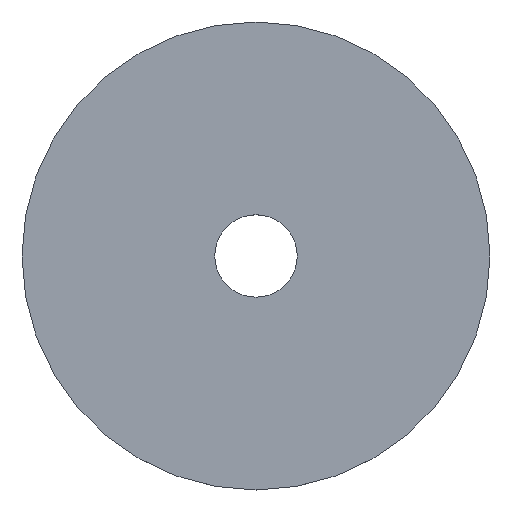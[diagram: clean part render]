
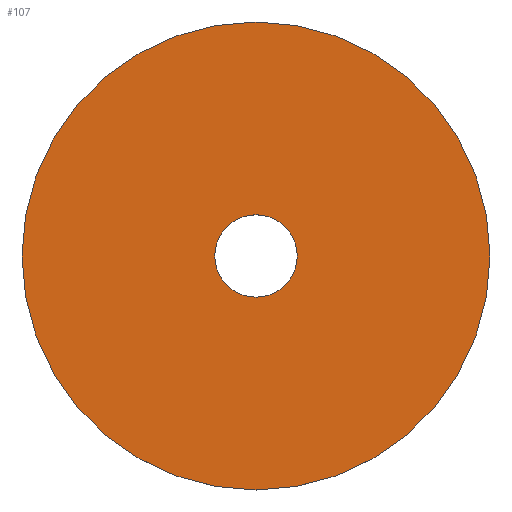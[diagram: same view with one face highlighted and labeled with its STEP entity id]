
A CAD part, top view. The second image highlights one B-rep face of the part: STEP entity #107.
In plain terms, the highlighted planar face has unit normal (0, 0, 1).
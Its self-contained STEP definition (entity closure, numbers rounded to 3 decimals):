
#11 = DIRECTION ( 'NONE',  ( 0., -1., 0. ) ) ;
#13 = CIRCLE ( 'NONE', #78, 62.5 ) ;
#29 = DIRECTION ( 'NONE',  ( 0., 1., 0. ) ) ;
#36 = DIRECTION ( 'NONE',  ( 0., 0., 1. ) ) ;
#40 = PLANE ( 'NONE',  #79 ) ;
#41 = CARTESIAN_POINT ( 'NONE',  ( 0., 0., 1.5 ) ) ;
#46 = EDGE_CURVE ( 'NONE', #112, #112, #13, .T. ) ;
#50 = VERTEX_POINT ( 'NONE', #88 ) ;
#52 = ORIENTED_EDGE ( 'NONE', *, *, #164, .T. ) ;
#78 = AXIS2_PLACEMENT_3D ( 'NONE', #41, #140, #29 ) ;
#79 = AXIS2_PLACEMENT_3D ( 'NONE', #150, #36, #11 ) ;
#88 = CARTESIAN_POINT ( 'NONE',  ( 0., 11., 1.5 ) ) ;
#89 = EDGE_LOOP ( 'NONE', ( #157 ) ) ;
#98 = FACE_OUTER_BOUND ( 'NONE', #89, .T. ) ;
#100 = FACE_BOUND ( 'NONE', #101, .T. ) ;
#101 = EDGE_LOOP ( 'NONE', ( #52 ) ) ;
#106 = CIRCLE ( 'NONE', #117, 11. ) ;
#107 = ADVANCED_FACE ( 'NONE', ( #100, #98 ), #40, .T. ) ;
#112 = VERTEX_POINT ( 'NONE', #166 ) ;
#115 = CARTESIAN_POINT ( 'NONE',  ( 0., 0., 1.5 ) ) ;
#117 = AXIS2_PLACEMENT_3D ( 'NONE', #115, #137, #125 ) ;
#125 = DIRECTION ( 'NONE',  ( 0., 1., 0. ) ) ;
#137 = DIRECTION ( 'NONE',  ( 0., 0., -1. ) ) ;
#140 = DIRECTION ( 'NONE',  ( 0., 0., -1. ) ) ;
#150 = CARTESIAN_POINT ( 'NONE',  ( 0., 11., 1.5 ) ) ;
#157 = ORIENTED_EDGE ( 'NONE', *, *, #46, .F. ) ;
#164 = EDGE_CURVE ( 'NONE', #50, #50, #106, .T. ) ;
#166 = CARTESIAN_POINT ( 'NONE',  ( 0., 62.5, 1.5 ) ) ;
